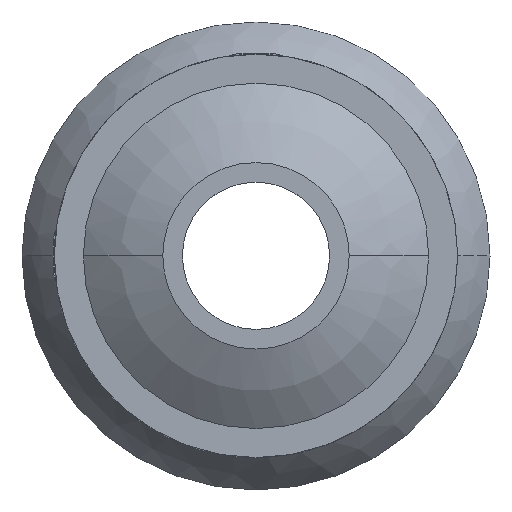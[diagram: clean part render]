
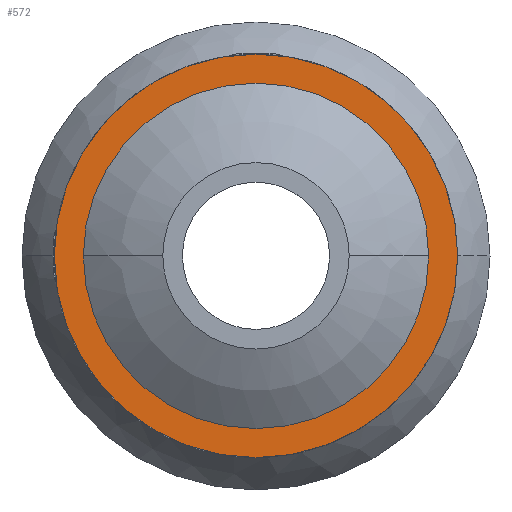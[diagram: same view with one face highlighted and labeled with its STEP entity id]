
A CAD part, top view. The second image highlights one B-rep face of the part: STEP entity #572.
In plain terms, the highlighted planar face has unit normal (0, 0, 1).
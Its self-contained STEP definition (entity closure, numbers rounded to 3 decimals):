
#249=CARTESIAN_POINT('POINT17',(7389.283,0.,8890.
   ));
#250=VERTEX_POINT('VERTEX17',#249);
#260=CARTESIAN_POINT('POINT19',(-7389.283,
   0.,8890.));
#261=VERTEX_POINT('VERTEX19',#260);
#262=CARTESIAN_POINT('POS28',(0.,0.,8890.));
#263=DIRECTION('DIR43',(0.,0.,1.));
#264=DIRECTION('DIR44',(0.,1.,0.));
#265=AXIS2_PLACEMENT_3D('AXIS16',#262,#263,#264);
#266=CIRCLE('ELLIPSE9',#265,7389.283);
#267=EDGE_CURVE('EDGE26',#261,#250,#266,.F.);
#297=EDGE_CURVE('EDGE30',#250,#261,#266,.F.);
#548=CARTESIAN_POINT('POINT37',(-8630.,0.,8890.));
#549=VERTEX_POINT('VERTEX37',#548);
#550=CARTESIAN_POINT('POINT38',(8630.,0.,
   8890.));
#551=VERTEX_POINT('VERTEX38',#550);
#552=CARTESIAN_POINT('POS57',(0.,0.,8890.));
#553=DIRECTION('DIR95',(0.,0.,1.));
#554=DIRECTION('DIR96',(-1.,0.,0.));
#555=AXIS2_PLACEMENT_3D('AXIS39',#552,#553,#554);
#556=CIRCLE('ELLIPSE23',#555,8630.);
#557=EDGE_CURVE('EDGE53',#549,#551,#556,.F.);
#558=ORIENTED_EDGE('COEDGE89',*,*,#557,.F.);
#559=EDGE_CURVE('EDGE54',#551,#549,#556,.F.);
#560=ORIENTED_EDGE('COEDGE90',*,*,#559,.F.);
#561=EDGE_LOOP('NONE',(#558,#560));
#562=FACE_BOUND('LOOP1',#561,.T.);
#563=ORIENTED_EDGE('COEDGE91',*,*,#297,.T.);
#564=ORIENTED_EDGE('COEDGE92',*,*,#267,.T.);
#565=EDGE_LOOP('NONE',(#563,#564));
#566=FACE_BOUND('LOOP1',#565,.T.);
#567=CARTESIAN_POINT('POS58',(0.,0.,8890.));
#568=DIRECTION('DIR97',(0.,0.,1.));
#569=DIRECTION('DIR98',(1.,0.,0.));
#570=AXIS2_PLACEMENT_3D('AXIS40',#567,#568,#569);
#571=PLANE('PLANE12',#570);
#572=ADVANCED_FACE('FACE22',(#562,#566),#571,.T.);
